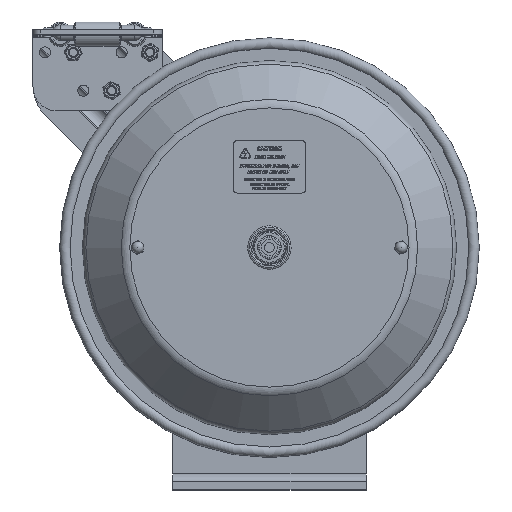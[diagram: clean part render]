
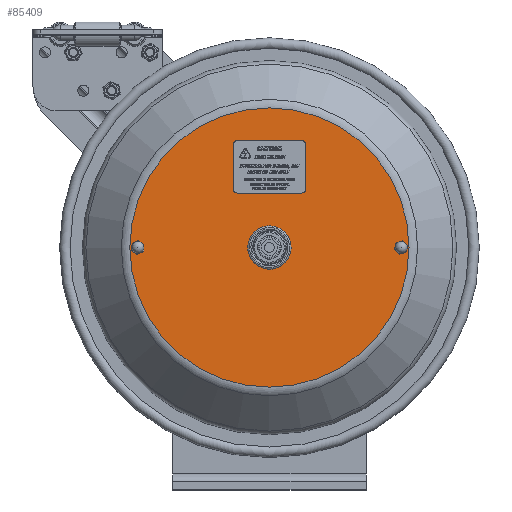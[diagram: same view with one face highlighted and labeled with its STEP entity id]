
A CAD part, top view. The second image highlights one B-rep face of the part: STEP entity #85409.
In plain terms, the highlighted planar face has unit normal (0, 0, 1).
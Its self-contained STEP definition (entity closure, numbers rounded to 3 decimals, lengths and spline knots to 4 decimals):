
#4851=FACE_BOUND('',#11673,.T.);
#4852=FACE_BOUND('',#11674,.T.);
#4853=FACE_BOUND('',#11675,.T.);
#6300=CIRCLE('',#90612,4.325);
#6301=CIRCLE('',#90613,4.325);
#6303=CIRCLE('',#90616,0.625);
#6304=CIRCLE('',#90617,0.1094);
#6305=CIRCLE('',#90618,0.1094);
#7665=FACE_OUTER_BOUND('',#11672,.T.);
#11672=EDGE_LOOP('',(#59975,#59976));
#11673=EDGE_LOOP('',(#59977));
#11674=EDGE_LOOP('',(#59978));
#11675=EDGE_LOOP('',(#59979));
#34727=VERTEX_POINT('',#116663);
#34728=VERTEX_POINT('',#116664);
#34729=VERTEX_POINT('',#116669);
#34730=VERTEX_POINT('',#116671);
#34731=VERTEX_POINT('',#116673);
#44920=EDGE_CURVE('',#34727,#34728,#6300,.T.);
#44921=EDGE_CURVE('',#34728,#34727,#6301,.T.);
#44923=EDGE_CURVE('',#34729,#34729,#6303,.T.);
#44924=EDGE_CURVE('',#34730,#34730,#6304,.T.);
#44925=EDGE_CURVE('',#34731,#34731,#6305,.T.);
#59975=ORIENTED_EDGE('',*,*,#44920,.T.);
#59976=ORIENTED_EDGE('',*,*,#44921,.T.);
#59977=ORIENTED_EDGE('',*,*,#44923,.T.);
#59978=ORIENTED_EDGE('',*,*,#44924,.T.);
#59979=ORIENTED_EDGE('',*,*,#44925,.T.);
#78896=PLANE('',#90615);
#85409=ADVANCED_FACE('',(#7665,#4851,#4852,#4853),#78896,.T.);
#90612=AXIS2_PLACEMENT_3D('',#116665,#97922,#97923);
#90613=AXIS2_PLACEMENT_3D('',#116666,#97924,#97925);
#90615=AXIS2_PLACEMENT_3D('',#116668,#97928,#97929);
#90616=AXIS2_PLACEMENT_3D('',#116670,#97930,#97931);
#90617=AXIS2_PLACEMENT_3D('',#116672,#97932,#97933);
#90618=AXIS2_PLACEMENT_3D('',#116674,#97934,#97935);
#97922=DIRECTION('center_axis',(0.,0.,1.));
#97923=DIRECTION('ref_axis',(-1.,0.,0.));
#97924=DIRECTION('center_axis',(0.,0.,1.));
#97925=DIRECTION('ref_axis',(-1.,0.,0.));
#97928=DIRECTION('center_axis',(0.,0.,1.));
#97929=DIRECTION('ref_axis',(0.,-1.,0.));
#97930=DIRECTION('center_axis',(0.,0.,-1.));
#97931=DIRECTION('ref_axis',(-1.,0.,0.));
#97932=DIRECTION('center_axis',(0.,0.,-1.));
#97933=DIRECTION('ref_axis',(1.,0.,0.));
#97934=DIRECTION('center_axis',(0.,0.,-1.));
#97935=DIRECTION('ref_axis',(1.,0.,0.));
#116663=CARTESIAN_POINT('',(-4.325,0.,6.4596));
#116664=CARTESIAN_POINT('',(0.,4.325,6.4596));
#116665=CARTESIAN_POINT('Origin',(0.,0.,
6.4596));
#116666=CARTESIAN_POINT('Origin',(0.,0.,
6.4596));
#116668=CARTESIAN_POINT('Origin',(-2.1625,0.,6.4596));
#116669=CARTESIAN_POINT('',(0.625,0.,6.4596));
#116670=CARTESIAN_POINT('Origin',(0.,0.,
6.4596));
#116671=CARTESIAN_POINT('',(-3.9687,0.,6.4596));
#116672=CARTESIAN_POINT('Origin',(-4.0781,0.,6.4596));
#116673=CARTESIAN_POINT('',(4.1875,0.,6.4596));
#116674=CARTESIAN_POINT('Origin',(4.0781,0.,6.4596));
